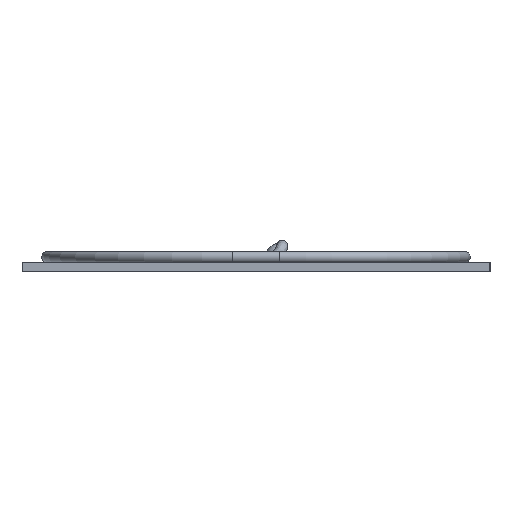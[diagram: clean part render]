
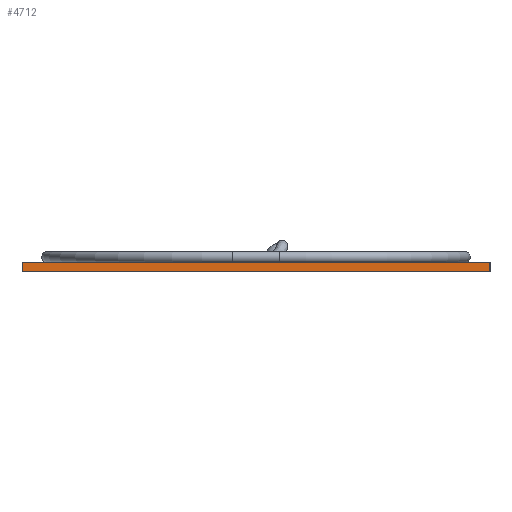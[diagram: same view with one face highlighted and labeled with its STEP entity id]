
A CAD part, left-side view. The second image highlights one B-rep face of the part: STEP entity #4712.
In plain terms, the highlighted face is planar.
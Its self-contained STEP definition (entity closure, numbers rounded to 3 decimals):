
#49=PLANE('',#5041);
#360=LINE('',#8122,#536);
#390=LINE('',#8381,#566);
#393=LINE('',#8387,#569);
#395=LINE('',#8391,#571);
#536=VECTOR('',#5586,1000.);
#566=VECTOR('',#5618,1000.);
#569=VECTOR('',#5625,1000.);
#571=VECTOR('',#5629,1000.);
#1087=ORIENTED_EDGE('',*,*,#1712,.T.);
#1088=ORIENTED_EDGE('',*,*,#1773,.F.);
#1089=ORIENTED_EDGE('',*,*,#1778,.F.);
#1090=ORIENTED_EDGE('',*,*,#1776,.T.);
#1712=EDGE_CURVE('',#2112,#2110,#360,.T.);
#1773=EDGE_CURVE('',#2171,#2110,#390,.T.);
#1776=EDGE_CURVE('',#2173,#2112,#393,.T.);
#1778=EDGE_CURVE('',#2173,#2171,#395,.T.);
#2110=VERTEX_POINT('',#8120);
#2112=VERTEX_POINT('',#8123);
#2171=VERTEX_POINT('',#8380);
#2173=VERTEX_POINT('',#8388);
#2600=EDGE_LOOP('',(#1087,#1088,#1089,#1090));
#2927=FACE_BOUND('',#2600,.T.);
#4712=ADVANCED_FACE('',(#2927),#49,.F.);
#5041=AXIS2_PLACEMENT_3D('',#8390,#5627,#5628);
#5586=DIRECTION('',(1.,0.,0.));
#5618=DIRECTION('',(0.,0.,1.));
#5625=DIRECTION('',(0.,0.,1.));
#5627=DIRECTION('',(0.,-1.,0.));
#5628=DIRECTION('',(1.,0.,0.));
#5629=DIRECTION('',(1.,0.,0.));
#8120=CARTESIAN_POINT('',(25.5,28.5,0.));
#8122=CARTESIAN_POINT('',(-25.5,28.5,0.));
#8123=CARTESIAN_POINT('',(-25.5,28.5,0.));
#8380=CARTESIAN_POINT('',(25.5,28.5,-1.));
#8381=CARTESIAN_POINT('',(25.5,28.5,-1.));
#8387=CARTESIAN_POINT('',(-25.5,28.5,-1.));
#8388=CARTESIAN_POINT('',(-25.5,28.5,-1.));
#8390=CARTESIAN_POINT('',(-25.5,28.5,-1.));
#8391=CARTESIAN_POINT('',(-25.5,28.5,-1.));
